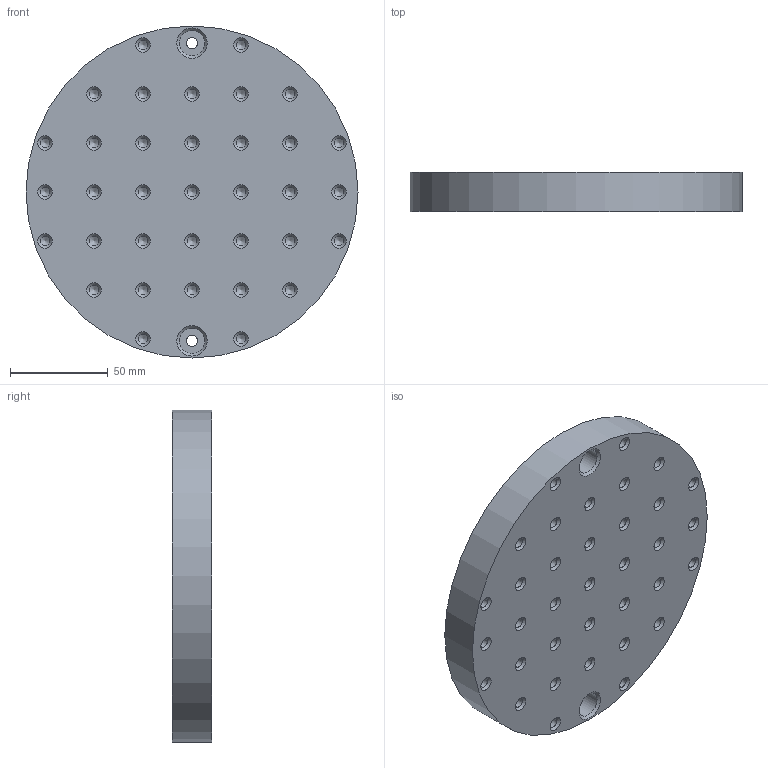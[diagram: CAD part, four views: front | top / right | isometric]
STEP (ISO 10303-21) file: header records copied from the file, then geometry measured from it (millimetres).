
FILE_DESCRIPTION(/* description */ (''),/* implementation_level */ '2;1');
FILE_NAME(/* name */ 'substrate plate With Lots of holes Chamfer.stp',/* time_stamp */ '2025-09-04T17:16:36-04:00',/* author */ ('mayhe'),/* organization */ (''),/* preprocessor_version */ 'ST-DEVELOPER v20',/* originating_system */ 'Autodesk Inventor 2025',/* authorisation */ '');
FILE_SCHEMA (('AUTOMOTIVE_DESIGN { 1 0 10303 214 3 1 1 }'));
Length unit declared in the file: millimetre
Products named in the file (1): substrate plate With Lots of holes
Bounding box: 169.5 x 20 x 169.5 mm (x, y, z)
Volume: 436834.6 mm3; surface area: 64784.8 mm2
Topology: 1 solids, 1 shells, 116 faces, 301 edges, 189 vertices
Faces by surface type: cone 72, cylinder 40, plane 4
Full cylindrical faces by diameter (mm): 4.917 x35, 5.75 x2, 13 x2, 169.5 x1
Entity records: 3455 total; most frequent: DIRECTION 654, CARTESIAN_POINT 572, ORIENTED_EDGE 532, AXIS2_PLACEMENT_3D 271, EDGE_CURVE 266, VERTEX_POINT 189, EDGE_LOOP 157, CIRCLE 154
